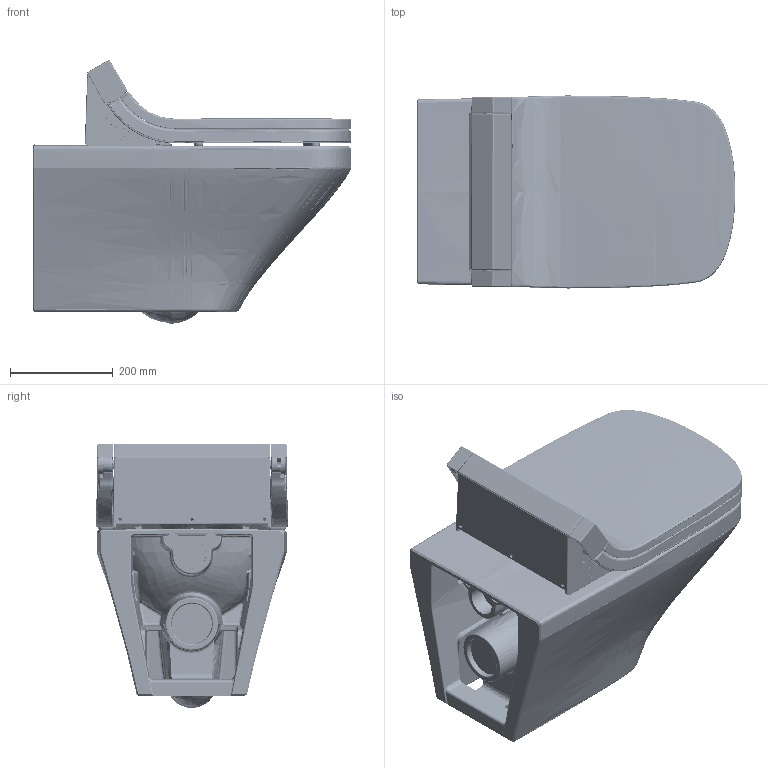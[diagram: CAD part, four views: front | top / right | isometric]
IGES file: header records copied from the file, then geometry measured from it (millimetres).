
Global section: file name: No Iges File Name specified; native system: Autodesk Inventor 2011; preprocessor: AutoDesk Inventor Iges Exporter R2011; author: Administrator; date: 20131010.111530; units: millimetre
Bounding box: 620.16 x 375.94 x 513.94 mm (x, y, z)
Volume: 23987568 mm3; surface area: 2718853.6 mm2
Topology: 19 solids, 21 shells, 7529 faces, 19035 edges, 11570 vertices
Faces by surface type: bspline 2653, plane 2355, revolution 1186, cylinder 748, cone 273, torus 255, sphere 59
